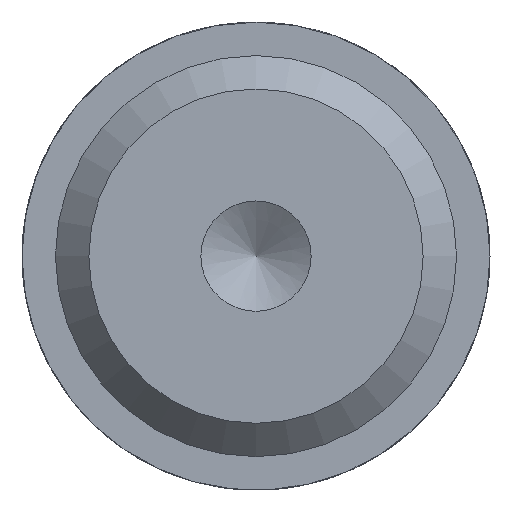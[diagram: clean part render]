
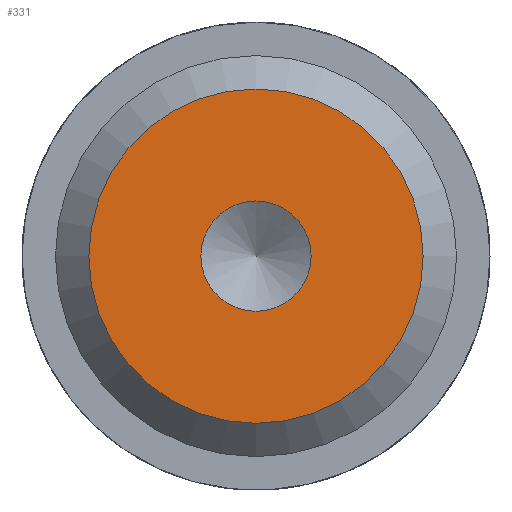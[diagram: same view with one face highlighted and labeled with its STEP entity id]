
A CAD part, front view. The second image highlights one B-rep face of the part: STEP entity #331.
In plain terms, the highlighted face is planar.
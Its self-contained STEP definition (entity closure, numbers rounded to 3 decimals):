
#213 = CARTESIAN_POINT ( 'NONE',  ( 0., 5., 22. ) ) ;
#331 = ADVANCED_FACE ( 'NONE', ( #1837, #1067 ), #1697, .T. ) ;
#332 = EDGE_LOOP ( 'NONE', ( #478 ) ) ;
#360 = EDGE_CURVE ( 'NONE', #534, #534, #1249, .T. ) ;
#386 = EDGE_LOOP ( 'NONE', ( #1781 ) ) ;
#472 = DIRECTION ( 'NONE',  ( 0., 0., -1. ) ) ;
#478 = ORIENTED_EDGE ( 'NONE', *, *, #627, .T. ) ;
#485 = AXIS2_PLACEMENT_3D ( 'NONE', #917, #750, #1228 ) ;
#497 = CARTESIAN_POINT ( 'NONE',  ( 0., 0., 22. ) ) ;
#534 = VERTEX_POINT ( 'NONE', #213 ) ;
#598 = AXIS2_PLACEMENT_3D ( 'NONE', #1733, #472, #1692 ) ;
#627 = EDGE_CURVE ( 'NONE', #680, #680, #1395, .T. ) ;
#630 = AXIS2_PLACEMENT_3D ( 'NONE', #497, #1128, #1433 ) ;
#680 = VERTEX_POINT ( 'NONE', #1437 ) ;
#750 = DIRECTION ( 'NONE',  ( 0., 0., 1. ) ) ;
#917 = CARTESIAN_POINT ( 'NONE',  ( 0., 0., 22. ) ) ;
#1067 = FACE_BOUND ( 'NONE', #332, .T. ) ;
#1128 = DIRECTION ( 'NONE',  ( 0., 0., -1. ) ) ;
#1228 = DIRECTION ( 'NONE',  ( 0., -1., 0. ) ) ;
#1249 = CIRCLE ( 'NONE', #630, 5. ) ;
#1395 = CIRCLE ( 'NONE', #598, 1.65 ) ;
#1433 = DIRECTION ( 'NONE',  ( 0., 1., 0. ) ) ;
#1437 = CARTESIAN_POINT ( 'NONE',  ( 0., -1.65, 22. ) ) ;
#1692 = DIRECTION ( 'NONE',  ( 0., -1., 0. ) ) ;
#1697 = PLANE ( 'NONE',  #485 ) ;
#1733 = CARTESIAN_POINT ( 'NONE',  ( 0., 0., 22. ) ) ;
#1781 = ORIENTED_EDGE ( 'NONE', *, *, #360, .F. ) ;
#1837 = FACE_OUTER_BOUND ( 'NONE', #386, .T. ) ;
